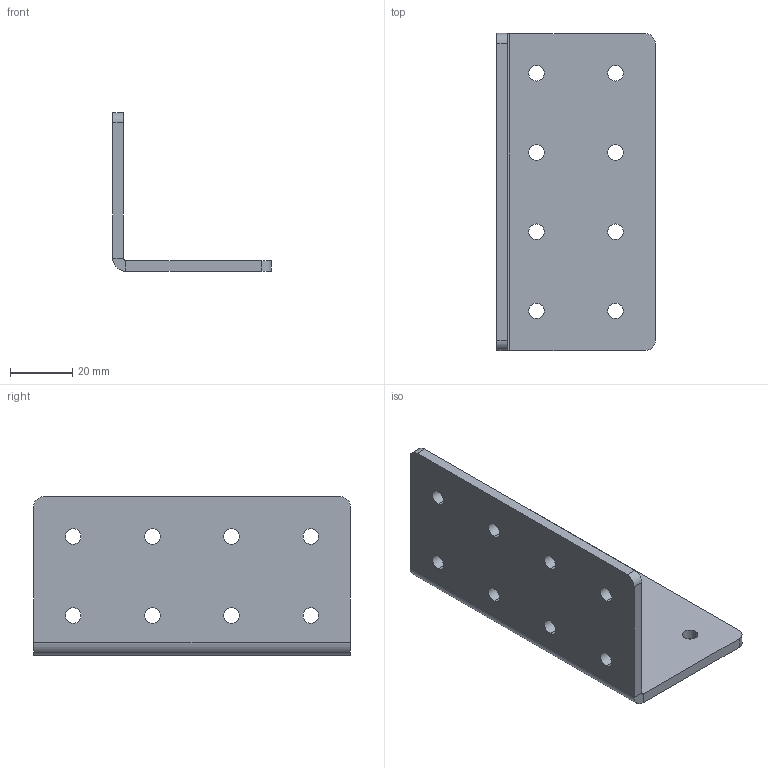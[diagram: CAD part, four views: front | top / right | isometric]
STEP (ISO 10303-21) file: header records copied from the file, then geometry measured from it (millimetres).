
FILE_DESCRIPTION (( 'STEP AP214' ), '1' );
FILE_NAME ('599-24-season-DT-P-2003.STEP', '2024-01-31T00:46:13', ( '' ), ( '' ), 'SwSTEP 2.0', 'SolidWorks 2023', '' );
FILE_SCHEMA (( 'AUTOMOTIVE_DESIGN' ));
Length unit declared in the file: inch
Products named in the file (1): 599-24-season-DT-P-2003
Bounding box: 50.8 x 101.6 x 50.8 mm (x, y, z)
Volume: 32733.5 mm3; surface area: 21294.3 mm2
Topology: 1 solids, 1 shells, 50 faces, 136 edges, 88 vertices
Faces by surface type: cylinder 38, plane 12
Entity records: 1703 total; most frequent: DIRECTION 314, CARTESIAN_POINT 275, ORIENTED_EDGE 272, EDGE_CURVE 136, AXIS2_PLACEMENT_3D 127, VERTEX_POINT 88, EDGE_LOOP 82, CIRCLE 76
